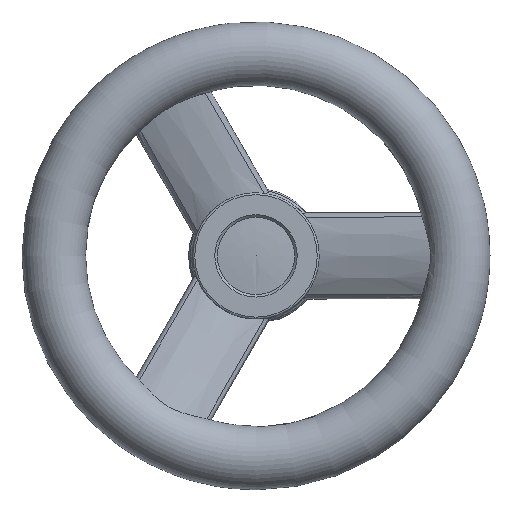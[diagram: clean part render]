
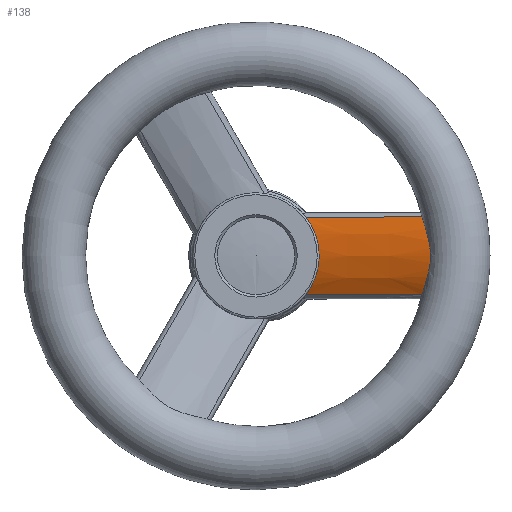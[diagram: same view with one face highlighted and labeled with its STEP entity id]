
A CAD part, top view. The second image highlights one B-rep face of the part: STEP entity #138.
In plain terms, the highlighted free-form (B-spline) face has degree [3, 3] with [10, 4] control points.
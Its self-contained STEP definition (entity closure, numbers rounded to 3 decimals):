
#138 = ADVANCED_FACE( '', ( #220 ), #221, .T. );
#220 = FACE_OUTER_BOUND( '', #499, .T. );
#221 = B_SPLINE_SURFACE_WITH_KNOTS( '', 3, 3, ( ( #500, #501, #502, #503 ), ( #504, #505, #506, #507 ), ( #508, #509, #510, #511 ), ( #512, #513, #514, #515 ), ( #516, #517, #518, #519 ), ( #520, #521, #522, #523 ), ( #524, #525, #526, #527 ), ( #528, #529, #530, #531 ), ( #532, #533, #534, #535 ), ( #536, #537, #538, #539 ) ), .UNSPECIFIED., .F., .F., .F., ( 4, 2, 2, 2, 4 ), ( 4, 4 ), ( 0., 0.25, 0.5, 0.75, 1. ), ( 0.035, 0.979 ), .UNSPECIFIED. );
#499 = EDGE_LOOP( '', ( #1132, #1133, #1134, #1135 ) );
#500 = CARTESIAN_POINT( '', ( 50.145, -11.5, 42.512 ) );
#501 = CARTESIAN_POINT( '', ( 36.569, -11.5, 38.108 ) );
#502 = CARTESIAN_POINT( '', ( 22.993, -11.5, 33.703 ) );
#503 = CARTESIAN_POINT( '', ( 9.417, -11.5, 29.298 ) );
#504 = CARTESIAN_POINT( '', ( 50.145, -9.789, 43.589 ) );
#505 = CARTESIAN_POINT( '', ( 36.569, -9.773, 39.139 ) );
#506 = CARTESIAN_POINT( '', ( 22.993, -9.756, 34.688 ) );
#507 = CARTESIAN_POINT( '', ( 9.417, -9.739, 30.237 ) );
#508 = CARTESIAN_POINT( '', ( 50.145, -7.927, 44.424 ) );
#509 = CARTESIAN_POINT( '', ( 36.569, -7.906, 39.936 ) );
#510 = CARTESIAN_POINT( '', ( 22.993, -7.884, 35.448 ) );
#511 = CARTESIAN_POINT( '', ( 9.417, -7.863, 30.96 ) );
#512 = CARTESIAN_POINT( '', ( 50.145, -4.043, 45.545 ) );
#513 = CARTESIAN_POINT( '', ( 36.569, -4.025, 41.006 ) );
#514 = CARTESIAN_POINT( '', ( 22.993, -4.008, 36.467 ) );
#515 = CARTESIAN_POINT( '', ( 9.417, -3.991, 31.928 ) );
#516 = CARTESIAN_POINT( '', ( 50.145, -2.021, 45.83 ) );
#517 = CARTESIAN_POINT( '', ( 36.569, -2.013, 41.278 ) );
#518 = CARTESIAN_POINT( '', ( 22.993, -2.004, 36.726 ) );
#519 = CARTESIAN_POINT( '', ( 9.417, -1.996, 32.174 ) );
#520 = CARTESIAN_POINT( '', ( 50.145, 2.021, 45.83 ) );
#521 = CARTESIAN_POINT( '', ( 36.569, 2.013, 41.278 ) );
#522 = CARTESIAN_POINT( '', ( 22.993, 2.004, 36.726 ) );
#523 = CARTESIAN_POINT( '', ( 9.417, 1.996, 32.174 ) );
#524 = CARTESIAN_POINT( '', ( 50.145, 4.043, 45.545 ) );
#525 = CARTESIAN_POINT( '', ( 36.569, 4.025, 41.006 ) );
#526 = CARTESIAN_POINT( '', ( 22.993, 4.008, 36.467 ) );
#527 = CARTESIAN_POINT( '', ( 9.417, 3.991, 31.928 ) );
#528 = CARTESIAN_POINT( '', ( 50.145, 7.927, 44.424 ) );
#529 = CARTESIAN_POINT( '', ( 36.569, 7.906, 39.936 ) );
#530 = CARTESIAN_POINT( '', ( 22.993, 7.884, 35.448 ) );
#531 = CARTESIAN_POINT( '', ( 9.417, 7.863, 30.96 ) );
#532 = CARTESIAN_POINT( '', ( 50.145, 9.789, 43.589 ) );
#533 = CARTESIAN_POINT( '', ( 36.569, 9.773, 39.139 ) );
#534 = CARTESIAN_POINT( '', ( 22.993, 9.756, 34.688 ) );
#535 = CARTESIAN_POINT( '', ( 9.417, 9.739, 30.237 ) );
#536 = CARTESIAN_POINT( '', ( 50.145, 11.5, 42.512 ) );
#537 = CARTESIAN_POINT( '', ( 36.569, 11.5, 38.108 ) );
#538 = CARTESIAN_POINT( '', ( 22.993, 11.5, 33.703 ) );
#539 = CARTESIAN_POINT( '', ( 9.417, 11.5, 29.298 ) );
#1132 = ORIENTED_EDGE( '', *, *, #1527, .F. );
#1133 = ORIENTED_EDGE( '', *, *, #1544, .T. );
#1134 = ORIENTED_EDGE( '', *, *, #1554, .F. );
#1135 = ORIENTED_EDGE( '', *, *, #1555, .T. );
#1527 = EDGE_CURVE( '', #1757, #1759, #1760, .T. );
#1544 = EDGE_CURVE( '', #1757, #1786, #1788, .T. );
#1554 = EDGE_CURVE( '', #1806, #1786, #1807, .T. );
#1555 = EDGE_CURVE( '', #1806, #1759, #1808, .T. );
#1757 = VERTEX_POINT( '', #2403 );
#1759 = VERTEX_POINT( '', #2414 );
#1760 = B_SPLINE_CURVE_WITH_KNOTS( '', 3, ( #2415, #2416, #2417, #2418, #2419, #2420, #2421, #2422, #2423, #2424, #2425, #2426, #2427, #2428, #2429, #2430, #2431, #2432, #2433, #2434, #2435, #2436 ), .UNSPECIFIED., .F., .F., ( 4, 2, 2, 2, 2, 2, 2, 2, 2, 2, 4 ), ( 0., 0.003, 0.006, 0.007, 0.008, 0.011, 0.013, 0.014, 0.017, 0.02, 0.023 ), .UNSPECIFIED. );
#1786 = VERTEX_POINT( '', #2538 );
#1788 = B_SPLINE_CURVE_WITH_KNOTS( '', 3, ( #2543, #2544, #2545, #2546 ), .UNSPECIFIED., .F., .F., ( 4, 4 ), ( 0., 1. ), .UNSPECIFIED. );
#1806 = VERTEX_POINT( '', #2609 );
#1807 = B_SPLINE_CURVE_WITH_KNOTS( '', 3, ( #2610, #2611, #2612, #2613, #2614, #2615, #2616, #2617, #2618, #2619, #2620, #2621, #2622, #2623, #2624, #2625, #2626, #2627, #2628, #2629, #2630, #2631, #2632, #2633, #2634 ), .UNSPECIFIED., .F., .F., ( 4, 2, 2, 2, 2, 2, 1, 2, 2, 2, 2, 2, 4 ), ( 0., 0.003, 0.004, 0.006, 0.009, 0.01, 0.012, 0.013, 0.015, 0.018, 0.019, 0.021, 0.023 ), .UNSPECIFIED. );
#1808 = B_SPLINE_CURVE_WITH_KNOTS( '', 3, ( #2635, #2636, #2637, #2638 ), .UNSPECIFIED., .F., .F., ( 4, 4 ), ( 0., 0.033 ), .UNSPECIFIED. );
#2403 = CARTESIAN_POINT( '', ( 44.327, 10.412, 41.252 ) );
#2414 = CARTESIAN_POINT( '', ( 44.327, -10.412, 41.252 ) );
#2415 = CARTESIAN_POINT( '', ( 44.327, 10.412, 41.252 ) );
#2416 = CARTESIAN_POINT( '', ( 44.555, 9.633, 41.746 ) );
#2417 = CARTESIAN_POINT( '', ( 44.805, 8.84, 42.196 ) );
#2418 = CARTESIAN_POINT( '', ( 45.303, 7.212, 43.002 ) );
#2419 = CARTESIAN_POINT( '', ( 45.553, 6.377, 43.359 ) );
#2420 = CARTESIAN_POINT( '', ( 45.892, 5.077, 43.811 ) );
#2421 = CARTESIAN_POINT( '', ( 45.998, 4.636, 43.947 ) );
#2422 = CARTESIAN_POINT( '', ( 46.192, 3.733, 44.188 ) );
#2423 = CARTESIAN_POINT( '', ( 46.278, 3.277, 44.291 ) );
#2424 = CARTESIAN_POINT( '', ( 46.491, 1.897, 44.542 ) );
#2425 = CARTESIAN_POINT( '', ( 46.572, 0.961, 44.632 ) );
#2426 = CARTESIAN_POINT( '', ( 46.572, -0.474, 44.632 ) );
#2427 = CARTESIAN_POINT( '', ( 46.552, -0.949, 44.61 ) );
#2428 = CARTESIAN_POINT( '', ( 46.476, -1.888, 44.523 ) );
#2429 = CARTESIAN_POINT( '', ( 46.42, -2.352, 44.459 ) );
#2430 = CARTESIAN_POINT( '', ( 46.208, -3.73, 44.209 ) );
#2431 = CARTESIAN_POINT( '', ( 46.006, -4.638, 43.963 ) );
#2432 = CARTESIAN_POINT( '', ( 45.554, -6.374, 43.361 ) );
#2433 = CARTESIAN_POINT( '', ( 45.304, -7.209, 43.004 ) );
#2434 = CARTESIAN_POINT( '', ( 44.805, -8.839, 42.197 ) );
#2435 = CARTESIAN_POINT( '', ( 44.555, -9.632, 41.747 ) );
#2436 = CARTESIAN_POINT( '', ( 44.327, -10.412, 41.252 ) );
#2538 = CARTESIAN_POINT( '', ( 13.319, 10.321, 31.162 ) );
#2543 = CARTESIAN_POINT( '', ( 44.327, 10.412, 41.252 ) );
#2544 = CARTESIAN_POINT( '', ( 33.991, 10.382, 37.89 ) );
#2545 = CARTESIAN_POINT( '', ( 23.655, 10.351, 34.527 ) );
#2546 = CARTESIAN_POINT( '', ( 13.319, 10.321, 31.162 ) );
#2609 = CARTESIAN_POINT( '', ( 13.319, -10.321, 31.162 ) );
#2610 = CARTESIAN_POINT( '', ( 13.319, -10.321, 31.162 ) );
#2611 = CARTESIAN_POINT( '', ( 13.844, -9.643, 31.655 ) );
#2612 = CARTESIAN_POINT( '', ( 14.322, -8.921, 32.116 ) );
#2613 = CARTESIAN_POINT( '', ( 14.963, -7.761, 32.747 ) );
#2614 = CARTESIAN_POINT( '', ( 15.164, -7.362, 32.946 ) );
#2615 = CARTESIAN_POINT( '', ( 15.538, -6.533, 33.322 ) );
#2616 = CARTESIAN_POINT( '', ( 15.713, -6.102, 33.498 ) );
#2617 = CARTESIAN_POINT( '', ( 16.183, -4.786, 33.976 ) );
#2618 = CARTESIAN_POINT( '', ( 16.427, -3.873, 34.228 ) );
#2619 = CARTESIAN_POINT( '', ( 16.679, -2.442, 34.488 ) );
#2620 = CARTESIAN_POINT( '', ( 16.744, -1.952, 34.556 ) );
#2621 = CARTESIAN_POINT( '', ( 16.829, -0.976, 34.644 ) );
#2622 = CARTESIAN_POINT( '', ( 16.871, 0., 34.689 ) );
#2623 = CARTESIAN_POINT( '', ( 16.829, 0.975, 34.644 ) );
#2624 = CARTESIAN_POINT( '', ( 16.744, 1.951, 34.556 ) );
#2625 = CARTESIAN_POINT( '', ( 16.679, 2.441, 34.489 ) );
#2626 = CARTESIAN_POINT( '', ( 16.427, 3.874, 34.228 ) );
#2627 = CARTESIAN_POINT( '', ( 16.182, 4.789, 33.975 ) );
#2628 = CARTESIAN_POINT( '', ( 15.71, 6.11, 33.495 ) );
#2629 = CARTESIAN_POINT( '', ( 15.536, 6.54, 33.319 ) );
#2630 = CARTESIAN_POINT( '', ( 15.162, 7.365, 32.945 ) );
#2631 = CARTESIAN_POINT( '', ( 14.961, 7.764, 32.745 ) );
#2632 = CARTESIAN_POINT( '', ( 14.321, 8.922, 32.116 ) );
#2633 = CARTESIAN_POINT( '', ( 13.844, 9.643, 31.655 ) );
#2634 = CARTESIAN_POINT( '', ( 13.319, 10.321, 31.162 ) );
#2635 = CARTESIAN_POINT( '', ( 13.319, -10.321, 31.162 ) );
#2636 = CARTESIAN_POINT( '', ( 23.655, -10.351, 34.527 ) );
#2637 = CARTESIAN_POINT( '', ( 33.991, -10.382, 37.89 ) );
#2638 = CARTESIAN_POINT( '', ( 44.327, -10.412, 41.252 ) );
